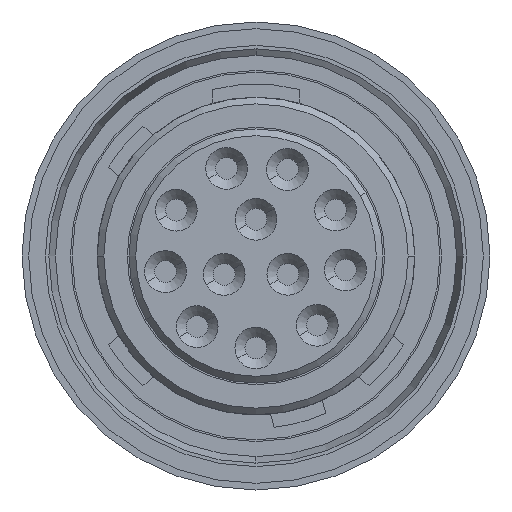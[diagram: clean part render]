
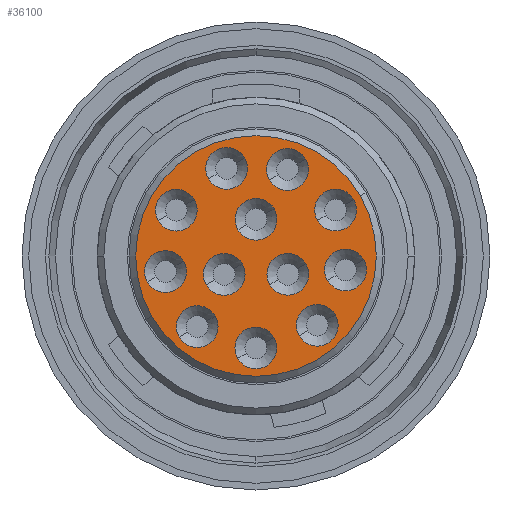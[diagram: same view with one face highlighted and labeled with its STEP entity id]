
A CAD part, front view. The second image highlights one B-rep face of the part: STEP entity #36100.
In plain terms, the highlighted face is planar.
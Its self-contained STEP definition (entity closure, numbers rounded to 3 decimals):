
#33820=CARTESIAN_POINT('',(9.762,6.044,-0.2));
#33830=DIRECTION('',(0.,0.,-1.));
#33840=DIRECTION('',(-1.,0.,0.));
#33850=AXIS2_PLACEMENT_3D('',#33820,#33830,#33840);
#33860=PLANE('',#33850);
#33870=CARTESIAN_POINT('',(10.,10.,-0.2));
#33880=DIRECTION('',(0.,0.,-1.));
#33890=DIRECTION('',(-1.,0.,0.));
#33900=AXIS2_PLACEMENT_3D('',#33870,#33880,#33890);
#33910=CIRCLE('',#33900,3.6);
#33920=CARTESIAN_POINT('',(6.4,10.,-0.2));
#33930=VERTEX_POINT('',#33920);
#33940=CARTESIAN_POINT('',(13.6,10.,-0.2));
#33950=VERTEX_POINT('',#33940);
#33960=EDGE_CURVE('',#33930,#33950,#33910,.T.);
#33970=ORIENTED_EDGE('',*,*,#33960,.F.);
#33980=EDGE_CURVE('',#33950,#33930,#33910,.T.);
#33990=ORIENTED_EDGE('',*,*,#33980,.F.);
#34000=EDGE_LOOP('',(#33990,#33970));
#34010=FACE_OUTER_BOUND('',#34000,.T.);
#34020=CARTESIAN_POINT('',(10.55,7.29,-0.2));
#34030=DIRECTION('',(0.,0.,1.));
#34040=DIRECTION('',(1.,0.,0.));
#34050=AXIS2_PLACEMENT_3D('',#34020,#34030,#34040);
#34060=CIRCLE('',#34050,0.625);
#34070=CARTESIAN_POINT('',(11.175,7.29,-0.2));
#34080=VERTEX_POINT('',#34070);
#34090=CARTESIAN_POINT('',(9.925,7.29,-0.2));
#34100=VERTEX_POINT('',#34090);
#34110=EDGE_CURVE('',#34080,#34100,#34060,.T.);
#34120=ORIENTED_EDGE('',*,*,#34110,.F.);
#34130=EDGE_CURVE('',#34100,#34080,#34060,.T.);
#34140=ORIENTED_EDGE('',*,*,#34130,.F.);
#34150=EDGE_LOOP('',(#34140,#34120));
#34160=FACE_BOUND('',#34150,.T.);
#34170=CARTESIAN_POINT('',(8.9,10.,-0.2));
#34180=DIRECTION('',(0.,0.,1.));
#34190=DIRECTION('',(1.,0.,0.));
#34200=AXIS2_PLACEMENT_3D('',#34170,#34180,#34190);
#34210=CIRCLE('',#34200,0.625);
#34220=CARTESIAN_POINT('',(8.9,10.625,-0.2));
#34230=VERTEX_POINT('',#34220);
#34240=CARTESIAN_POINT('',(8.275,10.,-0.2));
#34250=VERTEX_POINT('',#34240);
#34260=EDGE_CURVE('',#34230,#34250,#34210,.T.);
#34270=ORIENTED_EDGE('',*,*,#34260,.F.);
#34280=CARTESIAN_POINT('',(9.525,10.,-0.2));
#34290=VERTEX_POINT('',#34280);
#34300=EDGE_CURVE('',#34250,#34290,#34210,.T.);
#34310=ORIENTED_EDGE('',*,*,#34300,.F.);
#34320=EDGE_CURVE('',#34290,#34230,#34210,.T.);
#34330=ORIENTED_EDGE('',*,*,#34320,.F.);
#34340=EDGE_LOOP('',(#34330,#34310,#34270));
#34350=FACE_BOUND('',#34340,.T.);
#34360=CARTESIAN_POINT('',(12.11,11.77,-0.2));
#34370=DIRECTION('',(0.,0.,1.));
#34380=DIRECTION('',(1.,0.,0.));
#34390=AXIS2_PLACEMENT_3D('',#34360,#34370,#34380);
#34400=CIRCLE('',#34390,0.625);
#34410=CARTESIAN_POINT('',(12.11,12.395,-0.2));
#34420=VERTEX_POINT('',#34410);
#34430=CARTESIAN_POINT('',(11.485,11.77,-0.2));
#34440=VERTEX_POINT('',#34430);
#34450=EDGE_CURVE('',#34420,#34440,#34400,.T.);
#34460=ORIENTED_EDGE('',*,*,#34450,.F.);
#34470=CARTESIAN_POINT('',(12.735,11.77,-0.2));
#34480=VERTEX_POINT('',#34470);
#34490=EDGE_CURVE('',#34440,#34480,#34400,.T.);
#34500=ORIENTED_EDGE('',*,*,#34490,.F.);
#34510=EDGE_CURVE('',#34480,#34420,#34400,.T.);
#34520=ORIENTED_EDGE('',*,*,#34510,.F.);
#34530=EDGE_LOOP('',(#34520,#34500,#34460));
#34540=FACE_BOUND('',#34530,.T.);
#34550=CARTESIAN_POINT('',(10.55,10.95,-0.2));
#34560=DIRECTION('',(0.,0.,1.));
#34570=DIRECTION('',(1.,0.,0.));
#34580=AXIS2_PLACEMENT_3D('',#34550,#34560,#34570);
#34590=CIRCLE('',#34580,0.625);
#34600=CARTESIAN_POINT('',(10.55,11.575,-0.2));
#34610=VERTEX_POINT('',#34600);
#34620=CARTESIAN_POINT('',(9.925,10.95,-0.2));
#34630=VERTEX_POINT('',#34620);
#34640=EDGE_CURVE('',#34610,#34630,#34590,.T.);
#34650=ORIENTED_EDGE('',*,*,#34640,.F.);
#34660=CARTESIAN_POINT('',(11.175,10.95,-0.2));
#34670=VERTEX_POINT('',#34660);
#34680=EDGE_CURVE('',#34630,#34670,#34590,.T.);
#34690=ORIENTED_EDGE('',*,*,#34680,.F.);
#34700=EDGE_CURVE('',#34670,#34610,#34590,.T.);
#34710=ORIENTED_EDGE('',*,*,#34700,.F.);
#34720=EDGE_LOOP('',(#34710,#34690,#34650));
#34730=FACE_BOUND('',#34720,.T.);
#34740=CARTESIAN_POINT('',(7.42,9.05,-0.2));
#34750=DIRECTION('',(0.,0.,1.));
#34760=DIRECTION('',(1.,0.,0.));
#34770=AXIS2_PLACEMENT_3D('',#34740,#34750,#34760);
#34780=CIRCLE('',#34770,0.625);
#34790=CARTESIAN_POINT('',(7.42,9.675,-0.2));
#34800=VERTEX_POINT('',#34790);
#34810=CARTESIAN_POINT('',(6.795,9.05,-0.2));
#34820=VERTEX_POINT('',#34810);
#34830=EDGE_CURVE('',#34800,#34820,#34780,.T.);
#34840=ORIENTED_EDGE('',*,*,#34830,.F.);
#34850=CARTESIAN_POINT('',(8.045,9.05,-0.2));
#34860=VERTEX_POINT('',#34850);
#34870=EDGE_CURVE('',#34820,#34860,#34780,.T.);
#34880=ORIENTED_EDGE('',*,*,#34870,.F.);
#34890=EDGE_CURVE('',#34860,#34800,#34780,.T.);
#34900=ORIENTED_EDGE('',*,*,#34890,.F.);
#34910=EDGE_LOOP('',(#34900,#34880,#34840));
#34920=FACE_BOUND('',#34910,.T.);
#34930=CARTESIAN_POINT('',(8.62,12.38,-0.2));
#34940=DIRECTION('',(0.,0.,1.));
#34950=DIRECTION('',(1.,0.,0.));
#34960=AXIS2_PLACEMENT_3D('',#34930,#34940,#34950);
#34970=CIRCLE('',#34960,0.625);
#34980=CARTESIAN_POINT('',(8.62,13.005,-0.2));
#34990=VERTEX_POINT('',#34980);
#35000=CARTESIAN_POINT('',(7.995,12.38,-0.2));
#35010=VERTEX_POINT('',#35000);
#35020=EDGE_CURVE('',#34990,#35010,#34970,.T.);
#35030=ORIENTED_EDGE('',*,*,#35020,.F.);
#35040=CARTESIAN_POINT('',(9.245,12.38,-0.2));
#35050=VERTEX_POINT('',#35040);
#35060=EDGE_CURVE('',#35010,#35050,#34970,.T.);
#35070=ORIENTED_EDGE('',*,*,#35060,.F.);
#35080=EDGE_CURVE('',#35050,#34990,#34970,.T.);
#35090=ORIENTED_EDGE('',*,*,#35080,.F.);
#35100=EDGE_LOOP('',(#35090,#35070,#35030));
#35110=FACE_BOUND('',#35100,.T.);
#35120=CARTESIAN_POINT('',(8.62,7.62,-0.2));
#35130=DIRECTION('',(0.,0.,1.));
#35140=DIRECTION('',(1.,0.,0.));
#35150=AXIS2_PLACEMENT_3D('',#35120,#35130,#35140);
#35160=CIRCLE('',#35150,0.625);
#35170=CARTESIAN_POINT('',(9.245,7.62,-0.2));
#35180=VERTEX_POINT('',#35170);
#35190=CARTESIAN_POINT('',(7.995,7.62,-0.2));
#35200=VERTEX_POINT('',#35190);
#35210=EDGE_CURVE('',#35180,#35200,#35160,.T.);
#35220=ORIENTED_EDGE('',*,*,#35210,.F.);
#35230=EDGE_CURVE('',#35200,#35180,#35160,.T.);
#35240=ORIENTED_EDGE('',*,*,#35230,.F.);
#35250=EDGE_LOOP('',(#35240,#35220));
#35260=FACE_BOUND('',#35250,.T.);
#35270=CARTESIAN_POINT('',(10.55,9.05,-0.2));
#35280=DIRECTION('',(0.,0.,1.));
#35290=DIRECTION('',(1.,0.,0.));
#35300=AXIS2_PLACEMENT_3D('',#35270,#35280,#35290);
#35310=CIRCLE('',#35300,0.625);
#35320=CARTESIAN_POINT('',(10.55,9.675,-0.2));
#35330=VERTEX_POINT('',#35320);
#35340=CARTESIAN_POINT('',(9.925,9.05,-0.2));
#35350=VERTEX_POINT('',#35340);
#35360=EDGE_CURVE('',#35330,#35350,#35310,.T.);
#35370=ORIENTED_EDGE('',*,*,#35360,.F.);
#35380=CARTESIAN_POINT('',(11.175,9.05,-0.2));
#35390=VERTEX_POINT('',#35380);
#35400=EDGE_CURVE('',#35350,#35390,#35310,.T.);
#35410=ORIENTED_EDGE('',*,*,#35400,.F.);
#35420=EDGE_CURVE('',#35390,#35330,#35310,.T.);
#35430=ORIENTED_EDGE('',*,*,#35420,.F.);
#35440=EDGE_LOOP('',(#35430,#35410,#35370));
#35450=FACE_BOUND('',#35440,.T.);
#35460=CARTESIAN_POINT('',(12.75,10.,-0.2));
#35470=DIRECTION('',(0.,0.,1.));
#35480=DIRECTION('',(1.,0.,0.));
#35490=AXIS2_PLACEMENT_3D('',#35460,#35470,#35480);
#35500=CIRCLE('',#35490,0.625);
#35510=CARTESIAN_POINT('',(13.375,10.,-0.2));
#35520=VERTEX_POINT('',#35510);
#35530=CARTESIAN_POINT('',(12.125,10.,-0.2));
#35540=VERTEX_POINT('',#35530);
#35550=EDGE_CURVE('',#35520,#35540,#35500,.T.);
#35560=ORIENTED_EDGE('',*,*,#35550,.F.);
#35570=EDGE_CURVE('',#35540,#35520,#35500,.T.);
#35580=ORIENTED_EDGE('',*,*,#35570,.F.);
#35590=EDGE_LOOP('',(#35580,#35560));
#35600=FACE_BOUND('',#35590,.T.);
#35610=CARTESIAN_POINT('',(12.11,8.3,-0.2));
#35620=DIRECTION('',(0.,0.,1.));
#35630=DIRECTION('',(1.,0.,0.));
#35640=AXIS2_PLACEMENT_3D('',#35610,#35620,#35630);
#35650=CIRCLE('',#35640,0.625);
#35660=CARTESIAN_POINT('',(12.735,8.3,-0.2));
#35670=VERTEX_POINT('',#35660);
#35680=CARTESIAN_POINT('',(11.485,8.3,-0.2));
#35690=VERTEX_POINT('',#35680);
#35700=EDGE_CURVE('',#35670,#35690,#35650,.T.);
#35710=ORIENTED_EDGE('',*,*,#35700,.F.);
#35720=EDGE_CURVE('',#35690,#35670,#35650,.T.);
#35730=ORIENTED_EDGE('',*,*,#35720,.F.);
#35740=EDGE_LOOP('',(#35730,#35710));
#35750=FACE_BOUND('',#35740,.T.);
#35760=CARTESIAN_POINT('',(10.55,12.71,-0.2));
#35770=DIRECTION('',(0.,0.,1.));
#35780=DIRECTION('',(1.,0.,0.));
#35790=AXIS2_PLACEMENT_3D('',#35760,#35770,#35780);
#35800=CIRCLE('',#35790,0.625);
#35810=CARTESIAN_POINT('',(11.175,12.71,-0.2));
#35820=VERTEX_POINT('',#35810);
#35830=CARTESIAN_POINT('',(9.925,12.71,-0.2));
#35840=VERTEX_POINT('',#35830);
#35850=EDGE_CURVE('',#35820,#35840,#35800,.T.);
#35860=ORIENTED_EDGE('',*,*,#35850,.F.);
#35870=EDGE_CURVE('',#35840,#35820,#35800,.T.);
#35880=ORIENTED_EDGE('',*,*,#35870,.F.);
#35890=EDGE_LOOP('',(#35880,#35860));
#35900=FACE_BOUND('',#35890,.T.);
#35910=CARTESIAN_POINT('',(7.42,10.95,-0.2));
#35920=DIRECTION('',(0.,0.,1.));
#35930=DIRECTION('',(1.,0.,0.));
#35940=AXIS2_PLACEMENT_3D('',#35910,#35920,#35930);
#35950=CIRCLE('',#35940,0.626);
#35960=CARTESIAN_POINT('',(7.42,11.576,-0.2));
#35970=VERTEX_POINT('',#35960);
#35980=CARTESIAN_POINT('',(6.794,10.95,-0.2));
#35990=VERTEX_POINT('',#35980);
#36000=EDGE_CURVE('',#35970,#35990,#35950,.T.);
#36010=ORIENTED_EDGE('',*,*,#36000,.F.);
#36020=CARTESIAN_POINT('',(8.046,10.95,-0.2));
#36030=VERTEX_POINT('',#36020);
#36040=EDGE_CURVE('',#35990,#36030,#35950,.T.);
#36050=ORIENTED_EDGE('',*,*,#36040,.F.);
#36060=EDGE_CURVE('',#36030,#35970,#35950,.T.);
#36070=ORIENTED_EDGE('',*,*,#36060,.F.);
#36080=EDGE_LOOP('',(#36070,#36050,#36010));
#36090=FACE_BOUND('',#36080,.T.);
#36100=ADVANCED_FACE('',(#34010,#34160,#34350,#34540,#34730,#34920,
#35110,#35260,#35450,#35600,#35750,#35900,#36090),#33860,.F.);
